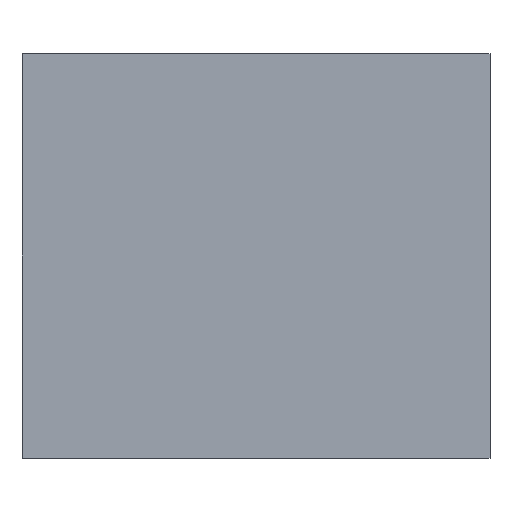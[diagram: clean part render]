
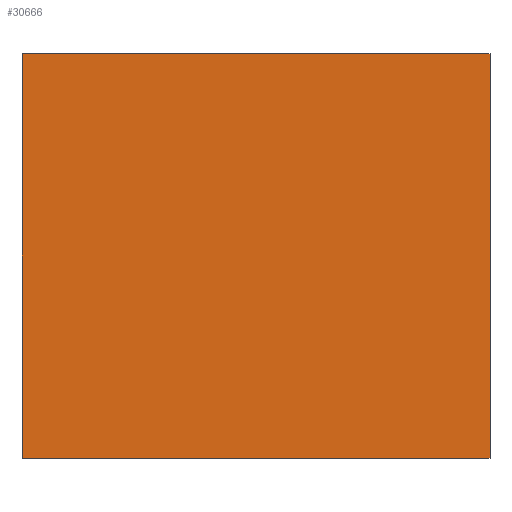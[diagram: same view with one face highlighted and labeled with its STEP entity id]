
A CAD part, front view. The second image highlights one B-rep face of the part: STEP entity #30666.
In plain terms, the highlighted planar face has unit normal (0, -1, 0).
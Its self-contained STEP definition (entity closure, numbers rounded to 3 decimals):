
#1420=PLANE('',#32430);
#2940=FACE_OUTER_BOUND('',#4460,.T.);
#4460=EDGE_LOOP('',(#29021,#29022,#29023,#29024));
#8607=LINE('',#48824,#12769);
#8615=LINE('',#48840,#12777);
#8620=LINE('',#48848,#12782);
#8623=LINE('',#48856,#12785);
#12769=VECTOR('',#40035,10.);
#12777=VECTOR('',#40055,10.);
#12782=VECTOR('',#40066,10.);
#12785=VECTOR('',#40079,10.);
#15875=VERTEX_POINT('',#48821);
#15876=VERTEX_POINT('',#48823);
#15877=VERTEX_POINT('',#48837);
#15878=VERTEX_POINT('',#48839);
#20247=EDGE_CURVE('',#15876,#15875,#8607,.T.);
#20255=EDGE_CURVE('',#15878,#15877,#8615,.T.);
#20260=EDGE_CURVE('',#15875,#15878,#8620,.T.);
#20263=EDGE_CURVE('',#15877,#15876,#8623,.T.);
#29021=ORIENTED_EDGE('',*,*,#20260,.T.);
#29022=ORIENTED_EDGE('',*,*,#20255,.T.);
#29023=ORIENTED_EDGE('',*,*,#20263,.T.);
#29024=ORIENTED_EDGE('',*,*,#20247,.T.);
#30666=ADVANCED_FACE('',(#2940),#1420,.T.);
#32430=AXIS2_PLACEMENT_3D('',#48855,#40077,#40078);
#40035=DIRECTION('',(0.,0.,1.));
#40055=DIRECTION('',(0.,0.,-1.));
#40066=DIRECTION('',(-1.,0.,0.));
#40077=DIRECTION('center_axis',(0.,-1.,0.));
#40078=DIRECTION('ref_axis',(1.,0.,0.));
#40079=DIRECTION('',(1.,0.,0.));
#48821=CARTESIAN_POINT('',(62.5,-25.,54.));
#48823=CARTESIAN_POINT('',(62.5,-25.,-54.));
#48824=CARTESIAN_POINT('',(62.5,-25.,-54.));
#48837=CARTESIAN_POINT('',(-62.5,-25.,-54.));
#48839=CARTESIAN_POINT('',(-62.5,-25.,54.));
#48840=CARTESIAN_POINT('',(-62.5,-25.,54.));
#48848=CARTESIAN_POINT('',(62.5,-25.,54.));
#48855=CARTESIAN_POINT('Origin',(45.,-25.,-18.));
#48856=CARTESIAN_POINT('',(-62.5,-25.,-54.));
